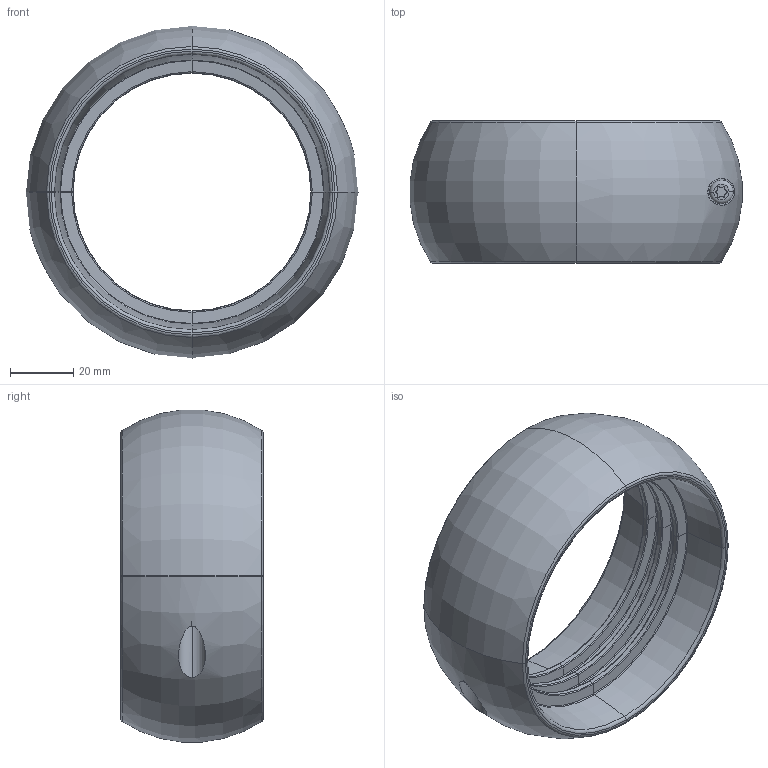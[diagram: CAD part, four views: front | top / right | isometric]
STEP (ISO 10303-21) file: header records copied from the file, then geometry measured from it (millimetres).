
FILE_DESCRIPTION (( 'STEP AP214' ), '1' );
FILE_NAME ('P0648.STEP', '2021-08-18T11:16:47', ( '' ), ( '' ), 'SwSTEP 2.0', 'SolidWorks 2019', '' );
FILE_SCHEMA (( 'AUTOMOTIVE_DESIGN' ));
Length unit declared in the file: millimetre
Products named in the file (1): P0648
Bounding box: 105.08 x 45 x 105.08 mm (x, y, z)
Volume: 111804.9 mm3; surface area: 36939.5 mm2
Topology: 4 solids, 4 shells, 284 faces, 700 edges, 428 vertices
Faces by surface type: cylinder 106, torus 88, cone 62, plane 22, bspline 6
Entity records: 14055 total; most frequent: CARTESIAN_POINT 4087, DIRECTION 1586, ORIENTED_EDGE 1376, AXIS2_PLACEMENT_3D 697, EDGE_CURVE 688, VERTEX_POINT 428, CIRCLE 418, EDGE_LOOP 304
